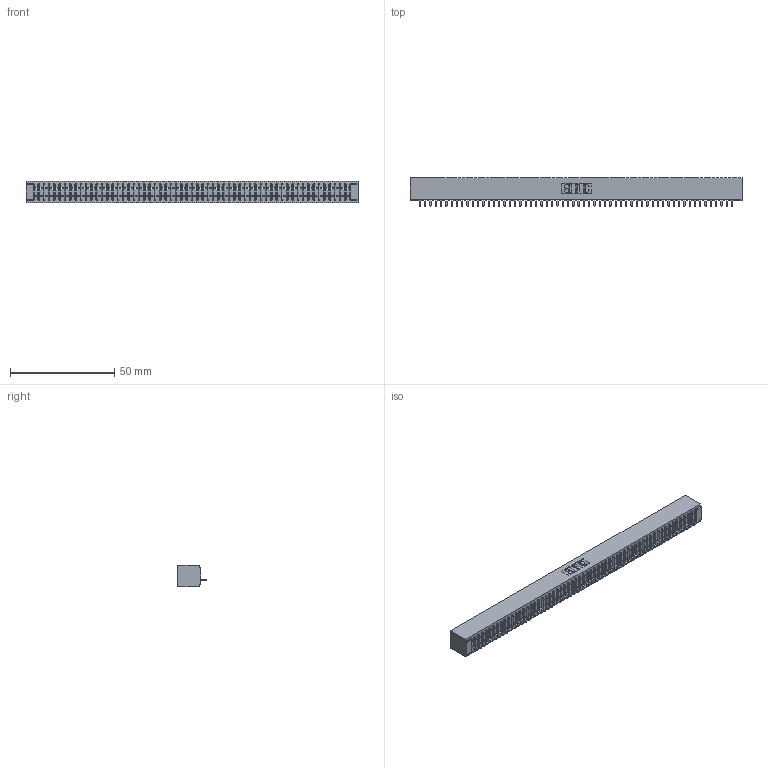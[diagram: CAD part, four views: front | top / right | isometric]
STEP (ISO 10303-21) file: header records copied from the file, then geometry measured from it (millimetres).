
FILE_DESCRIPTION (( 'STEP AP203' ), '1' );
FILE_NAME ('391-060-524-101.STEP', '2018-08-09T12:37:31', ( '' ), ( '' ), 'SwSTEP 2.0', 'SolidWorks 2016', '' );
FILE_SCHEMA (( 'CONFIG_CONTROL_DESIGN' ));
Length unit declared in the file: inch
Products named in the file (3): 341 Part_No Mounting Lugs; 341-292-001_341-292-124; 391-060-524-101
Assembly tree (61 placements, depth 2):
  391-060-524-101
    341 Part_No Mounting Lugs
    341-292-001_341-292-124  x60
Bounding box: 159.38 x 13.64 x 10.16 mm (x, y, z)
Volume: 11586.5 mm3; surface area: 18694.6 mm2
Topology: 61 solids, 61 shells, 5028 faces, 14512 edges, 9310 vertices
Faces by surface type: plane 3124, cylinder 1664, sphere 122, torus 118
Entity records: 68017 total; most frequent: CARTESIAN_POINT 11564, ORIENTED_EDGE 11552, DIRECTION 11146, EDGE_CURVE 5776, LINE 4690, VECTOR 4690, VERTEX_POINT 3646, AXIS2_PLACEMENT_3D 3228
